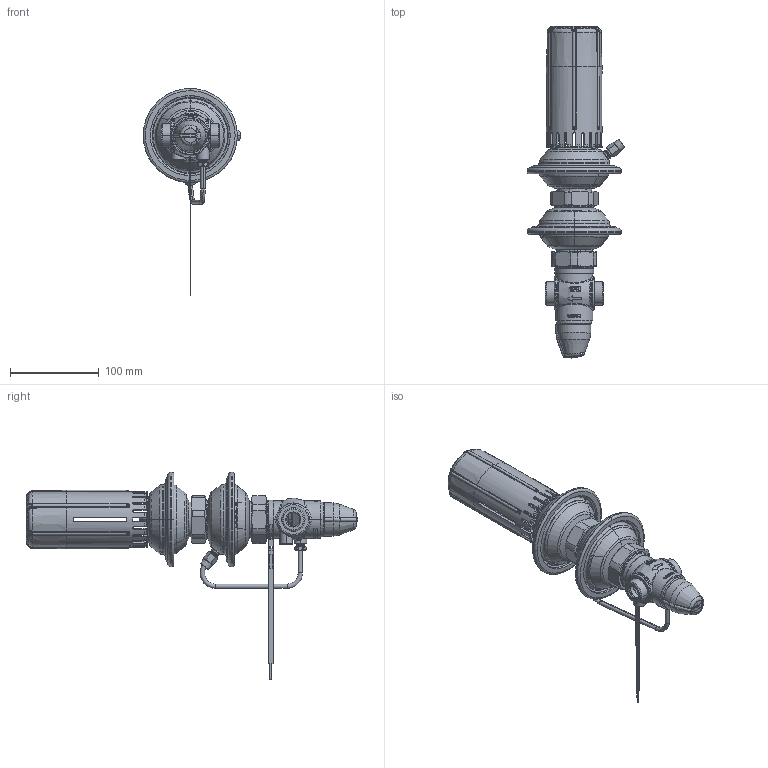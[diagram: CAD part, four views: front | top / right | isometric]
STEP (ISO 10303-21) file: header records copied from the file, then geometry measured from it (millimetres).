
FILE_DESCRIPTION((''),'2;1');
FILE_NAME('003H6477_ASM','2015-03-09T',('u317927'),('Danfoss'),'PRO/ENGINEER BY PARAMETRIC TECHNOLOGY CORPORATION, 2014000','PRO/ENGINEER BY PARAMETRIC TECHNOLOGY CORPORATION, 2014000','');
FILE_SCHEMA(('CONFIG_CONTROL_DESIGN'));
Products named in the file (35): 8882942; 8882933_ASM; 8880009_ASM; 8880153-D; 8880092; 8883511; 88835080_INST_ASM; 8883523_INST_ASM; 8880152_ASM; 8880075; 8880076; 8890090; 8880066_ASM; 8883522_ASM; 8880071_ASM; 88835070_INST_ASM; 8880082_ASM; 8880067_ASM; 8883500_ASM; 8880089_ASM; 8883505; 8883501_ASM; 8882955; 8882948_ASM; 8882954; 5211524; 5191725; 5191729; 8882056; 8881022; 8883524; 8882820; 8883525; 8883503; 003H6477_ASM
Assembly tree (38 placements, depth 5):
  003H6477_ASM
    8882933_ASM
      8882942
    8880009_ASM
    8883522_ASM
      8883523_INST_ASM
        8880153-D
        88835080_INST_ASM
          8880092
          8883511
      8880152_ASM
      8880066_ASM
        8880075
        8880076
        8890090
    8883500_ASM
      88835070_INST_ASM
        8880071_ASM
        88835080_INST_ASM
          8880092
          8883511
      8880067_ASM
        8880082_ASM
      8880066_ASM
        8880075
        8880076
        8890090
    8883501_ASM
      8880089_ASM
      8883505
    8882948_ASM
      8882955
    8882954
    5211524  x3
    5191725
    5191729
    8882056
    8881022
    8883524
    8882820
    8883525
    8883503
Bounding box: 109.99 x 373.36 x 233 mm (x, y, z)
Volume: 339148.2 mm3; surface area: 253044.3 mm2
Topology: 26 solids, 45 shells, 2974 faces, 7494 edges, 4664 vertices
Faces by surface type: plane 1098, bspline 610, cylinder 536, cone 392, torus 322, sphere 10, extrusion 6
Entity records: 140810 total; most frequent: CARTESIAN_POINT 85115, ORIENTED_EDGE 12752, DIRECTION 9658, EDGE_CURVE 6423, VERTEX_POINT 3993, AXIS2_PLACEMENT_3D 3946, B_SPLINE_CURVE_WITH_KNOTS 2756, EDGE_LOOP 2672
